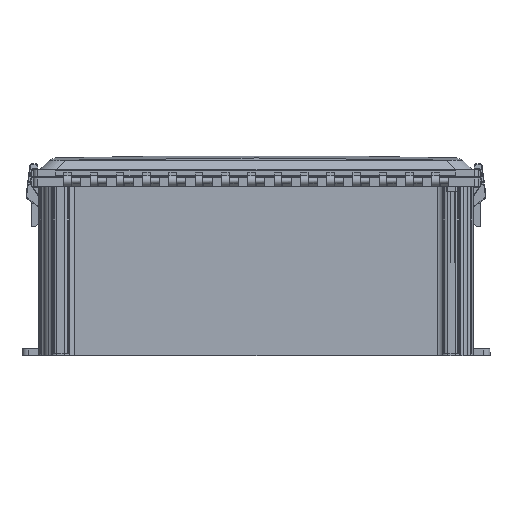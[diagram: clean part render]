
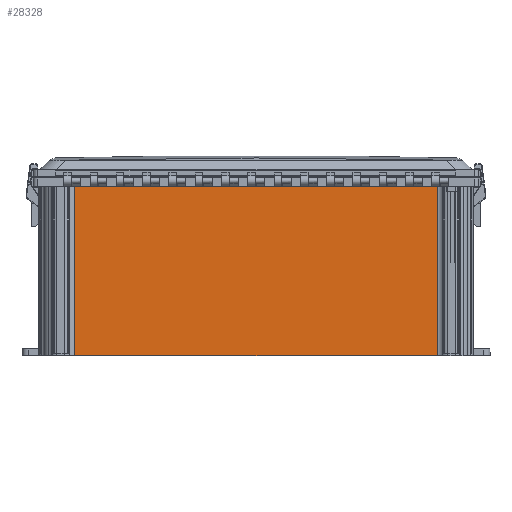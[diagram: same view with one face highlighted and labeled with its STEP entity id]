
A CAD part, left-side view. The second image highlights one B-rep face of the part: STEP entity #28328.
In plain terms, the highlighted planar face has unit normal (-1, 0, 0).
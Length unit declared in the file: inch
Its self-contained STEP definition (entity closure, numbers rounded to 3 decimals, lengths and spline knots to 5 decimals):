
#1086 = DIRECTION ( 'NONE',  ( 0., 0., -1. ) ) ;
#2575 = LINE ( 'NONE', #43721, #46393 ) ;
#3850 = CARTESIAN_POINT ( 'NONE',  ( -14.81935, -10.29985, 4.02629 ) ) ;
#10233 = ORIENTED_EDGE ( 'NONE', *, *, #20508, .F. ) ;
#10885 = VERTEX_POINT ( 'NONE', #47841 ) ;
#11140 = CARTESIAN_POINT ( 'NONE',  ( -14.81935, -10.29985, 4.02629 ) ) ;
#14007 = CARTESIAN_POINT ( 'NONE',  ( -14.81935, 10.37944, 4.02629 ) ) ;
#15105 = ORIENTED_EDGE ( 'NONE', *, *, #52801, .F. ) ;
#18001 = CARTESIAN_POINT ( 'NONE',  ( -14.81935, 10.37944, 4.02629 ) ) ;
#18361 = AXIS2_PLACEMENT_3D ( 'NONE', #33652, #59261, #22265 ) ;
#20508 = EDGE_CURVE ( 'NONE', #31378, #10885, #2575, .T. ) ;
#21326 = EDGE_LOOP ( 'NONE', ( #15105, #66791, #28744, #10233 ) ) ;
#22265 = DIRECTION ( 'NONE',  ( 0., 1., 0. ) ) ;
#22926 = FACE_OUTER_BOUND ( 'NONE', #21326, .T. ) ;
#23663 = DIRECTION ( 'NONE',  ( 0., 1., 0. ) ) ;
#27527 = VECTOR ( 'NONE', #59503, 39.37008 ) ;
#28139 = EDGE_CURVE ( 'NONE', #33666, #63462, #51029, .T. ) ;
#28328 = ADVANCED_FACE ( 'NONE', ( #22926 ), #38157, .F. ) ;
#28340 = VECTOR ( 'NONE', #51362, 39.37008 ) ;
#28744 = ORIENTED_EDGE ( 'NONE', *, *, #55769, .T. ) ;
#31378 = VERTEX_POINT ( 'NONE', #45879 ) ;
#33652 = CARTESIAN_POINT ( 'NONE',  ( -14.81935, 10.37944, 4.02629 ) ) ;
#33666 = VERTEX_POINT ( 'NONE', #45129 ) ;
#33899 = LINE ( 'NONE', #18001, #27527 ) ;
#38157 = PLANE ( 'NONE',  #18361 ) ;
#43721 = CARTESIAN_POINT ( 'NONE',  ( -14.81935, 0., -5.61371 ) ) ;
#45129 = CARTESIAN_POINT ( 'NONE',  ( -14.81935, 10.37944, 4.02629 ) ) ;
#45879 = CARTESIAN_POINT ( 'NONE',  ( -14.81935, -10.29985, -5.61371 ) ) ;
#46393 = VECTOR ( 'NONE', #23663, 39.37008 ) ;
#47841 = CARTESIAN_POINT ( 'NONE',  ( -14.81935, 10.37944, -5.61371 ) ) ;
#51029 = LINE ( 'NONE', #14007, #28340 ) ;
#51362 = DIRECTION ( 'NONE',  ( 0., -1., 0. ) ) ;
#52801 = EDGE_CURVE ( 'NONE', #63462, #31378, #63706, .T. ) ;
#53988 = VECTOR ( 'NONE', #1086, 39.37008 ) ;
#55769 = EDGE_CURVE ( 'NONE', #33666, #10885, #33899, .T. ) ;
#59261 = DIRECTION ( 'NONE',  ( 1., 0., 0. ) ) ;
#59503 = DIRECTION ( 'NONE',  ( 0., 0., -1. ) ) ;
#63462 = VERTEX_POINT ( 'NONE', #3850 ) ;
#63706 = LINE ( 'NONE', #11140, #53988 ) ;
#66791 = ORIENTED_EDGE ( 'NONE', *, *, #28139, .F. ) ;
